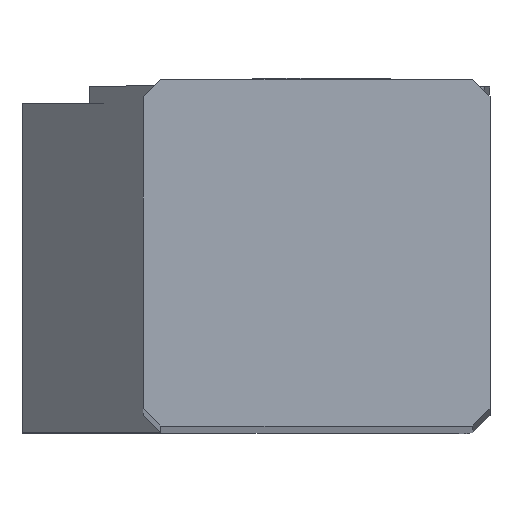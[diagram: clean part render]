
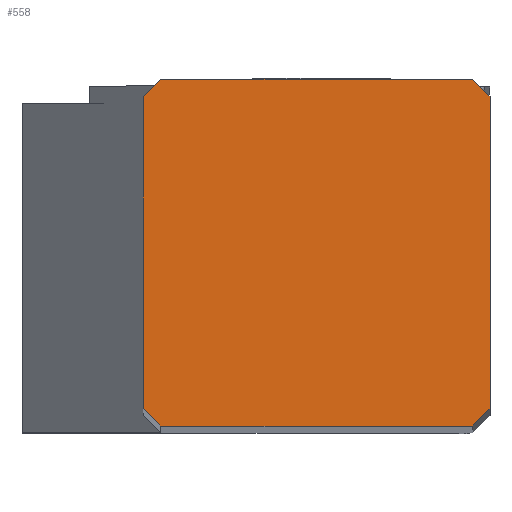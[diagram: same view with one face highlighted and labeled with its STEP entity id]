
A CAD part, top view. The second image highlights one B-rep face of the part: STEP entity #558.
In plain terms, the highlighted planar face has unit normal (0, 0, 1).
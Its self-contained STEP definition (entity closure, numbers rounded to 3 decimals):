
#485=FACE_OUTER_BOUND('',#678,.T.);
#558=ADVANCED_FACE('',(#485),#618,.T.);
#618=PLANE('',#2023);
#678=EDGE_LOOP('',(#919,#920,#921,#922,#923,#924,#925,#926));
#919=ORIENTED_EDGE('',*,*,#1377,.F.);
#920=ORIENTED_EDGE('',*,*,#1378,.F.);
#921=ORIENTED_EDGE('',*,*,#1379,.F.);
#922=ORIENTED_EDGE('',*,*,#1380,.F.);
#923=ORIENTED_EDGE('',*,*,#1318,.F.);
#924=ORIENTED_EDGE('',*,*,#1316,.F.);
#925=ORIENTED_EDGE('',*,*,#1311,.T.);
#926=ORIENTED_EDGE('',*,*,#1374,.F.);
#1160=VERTEX_POINT('',#2657);
#1161=VERTEX_POINT('',#2659);
#1165=VERTEX_POINT('',#2669);
#1166=VERTEX_POINT('',#2673);
#1205=VERTEX_POINT('',#2783);
#1206=VERTEX_POINT('',#2787);
#1207=VERTEX_POINT('',#2791);
#1208=VERTEX_POINT('',#2793);
#1311=EDGE_CURVE('',#1161,#1160,#1621,.T.);
#1316=EDGE_CURVE('',#1161,#1165,#1624,.T.);
#1318=EDGE_CURVE('',#1165,#1166,#1626,.T.);
#1374=EDGE_CURVE('',#1205,#1160,#1671,.T.);
#1377=EDGE_CURVE('',#1206,#1205,#1674,.T.);
#1378=EDGE_CURVE('',#1207,#1206,#1675,.T.);
#1379=EDGE_CURVE('',#1208,#1207,#1676,.T.);
#1380=EDGE_CURVE('',#1166,#1208,#1677,.T.);
#1621=LINE('',#2658,#1743);
#1624=LINE('',#2668,#1746);
#1626=LINE('',#2672,#1748);
#1671=LINE('',#2782,#1793);
#1674=LINE('',#2788,#1796);
#1675=LINE('',#2790,#1797);
#1676=LINE('',#2792,#1798);
#1677=LINE('',#2794,#1799);
#1743=VECTOR('',#2233,1.);
#1746=VECTOR('',#2242,1.);
#1748=VECTOR('',#2246,1.);
#1793=VECTOR('',#2343,1.);
#1796=VECTOR('',#2348,1.);
#1797=VECTOR('',#2351,1.);
#1798=VECTOR('',#2352,1.);
#1799=VECTOR('',#2353,1.);
#2023=AXIS2_PLACEMENT_3D('',#2795,#2354,#2355);
#2233=DIRECTION('',(1.,0.,0.));
#2242=DIRECTION('',(-0.707,0.707,0.));
#2246=DIRECTION('',(0.,1.,0.));
#2343=DIRECTION('',(-0.707,-0.707,0.));
#2348=DIRECTION('',(0.,-1.,0.));
#2351=DIRECTION('',(0.707,-0.707,0.));
#2352=DIRECTION('',(1.,0.,0.));
#2353=DIRECTION('',(0.707,0.707,0.));
#2354=DIRECTION('',(0.,0.,1.));
#2355=DIRECTION('',(-1.,0.,0.));
#2657=CARTESIAN_POINT('',(9.5,0.,0.));
#2658=CARTESIAN_POINT('',(0.5,0.,0.));
#2659=CARTESIAN_POINT('',(0.5,0.,0.));
#2668=CARTESIAN_POINT('',(0.5,0.,0.));
#2669=CARTESIAN_POINT('',(0.,0.5,0.));
#2672=CARTESIAN_POINT('',(0.,0.5,0.));
#2673=CARTESIAN_POINT('',(0.,9.5,0.));
#2782=CARTESIAN_POINT('',(10.,0.5,0.));
#2783=CARTESIAN_POINT('',(10.,0.5,0.));
#2787=CARTESIAN_POINT('',(10.,9.5,0.));
#2788=CARTESIAN_POINT('',(10.,9.5,0.));
#2790=CARTESIAN_POINT('',(9.5,10.,0.));
#2791=CARTESIAN_POINT('',(9.5,10.,0.));
#2792=CARTESIAN_POINT('',(0.5,10.,0.));
#2793=CARTESIAN_POINT('',(0.5,10.,0.));
#2794=CARTESIAN_POINT('',(0.,9.5,0.));
#2795=CARTESIAN_POINT('',(5.,5.,0.));
